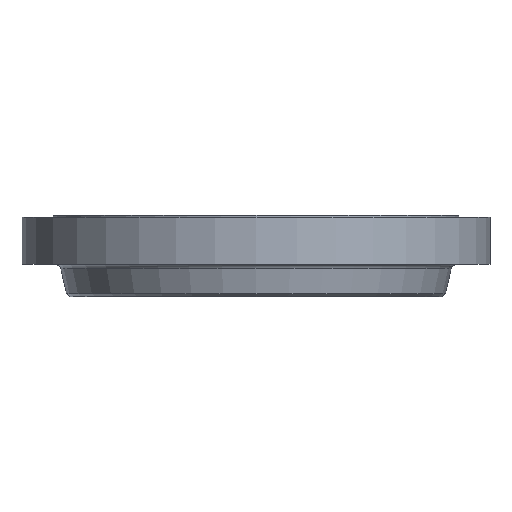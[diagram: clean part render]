
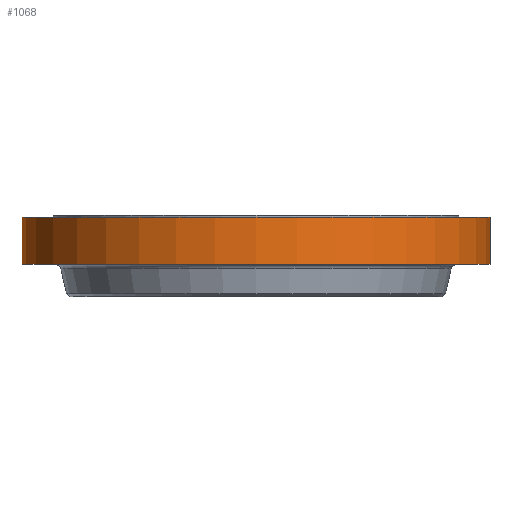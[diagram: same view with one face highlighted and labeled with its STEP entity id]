
A CAD part, front view. The second image highlights one B-rep face of the part: STEP entity #1068.
In plain terms, the highlighted cylindrical face has radius 755.65 mm (diameter 1511.3 mm), a partial arc.
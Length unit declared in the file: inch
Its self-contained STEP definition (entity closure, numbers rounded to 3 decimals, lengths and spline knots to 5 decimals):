
#21 = ORIENTED_EDGE ( 'NONE', *, *, #2465, .T. ) ;
#105 = VECTOR ( 'NONE', #1553, 39.37008 ) ;
#112 = EDGE_CURVE ( 'NONE', #148, #1128, #445, .T. ) ;
#148 = VERTEX_POINT ( 'NONE', #1530 ) ;
#212 = CARTESIAN_POINT ( 'NONE',  ( -29.75, 0., 0. ) ) ;
#213 = VERTEX_POINT ( 'NONE', #813 ) ;
#214 = AXIS2_PLACEMENT_3D ( 'NONE', #505, #1274, #291 ) ;
#291 = DIRECTION ( 'NONE',  ( 1., 0., 0. ) ) ;
#341 = CARTESIAN_POINT ( 'NONE',  ( 0., 0., -6.25 ) ) ;
#427 = CIRCLE ( 'NONE', #1216, 29.75 ) ;
#445 = CIRCLE ( 'NONE', #2328, 29.75 ) ;
#505 = CARTESIAN_POINT ( 'NONE',  ( 0., 0., 0. ) ) ;
#561 = ORIENTED_EDGE ( 'NONE', *, *, #112, .T. ) ;
#740 = VERTEX_POINT ( 'NONE', #2495 ) ;
#741 = DIRECTION ( 'NONE',  ( 1., 0., 0. ) ) ;
#742 = CARTESIAN_POINT ( 'NONE',  ( 29.75, 0., 0. ) ) ;
#758 = VECTOR ( 'NONE', #1802, 39.37008 ) ;
#813 = CARTESIAN_POINT ( 'NONE',  ( -29.75, 0., -0.25 ) ) ;
#1068 = ADVANCED_FACE ( 'NONE', ( #1074 ), #1516, .T. ) ;
#1074 = FACE_OUTER_BOUND ( 'NONE', #2376, .T. ) ;
#1128 = VERTEX_POINT ( 'NONE', #1693 ) ;
#1139 = CARTESIAN_POINT ( 'NONE',  ( 0., 0., -0.25 ) ) ;
#1216 = AXIS2_PLACEMENT_3D ( 'NONE', #1139, #1953, #2533 ) ;
#1274 = DIRECTION ( 'NONE',  ( 0., 0., 1. ) ) ;
#1317 = EDGE_CURVE ( 'NONE', #213, #740, #427, .T. ) ;
#1355 = ORIENTED_EDGE ( 'NONE', *, *, #1927, .F. ) ;
#1516 = CYLINDRICAL_SURFACE ( 'NONE', #214, 29.75 ) ;
#1530 = CARTESIAN_POINT ( 'NONE',  ( -29.75, 0., -6.25 ) ) ;
#1553 = DIRECTION ( 'NONE',  ( 0., 0., 1. ) ) ;
#1616 = LINE ( 'NONE', #212, #758 ) ;
#1693 = CARTESIAN_POINT ( 'NONE',  ( 29.75, 0., -6.25 ) ) ;
#1802 = DIRECTION ( 'NONE',  ( 0., 0., 1. ) ) ;
#1927 = EDGE_CURVE ( 'NONE', #148, #213, #1616, .T. ) ;
#1953 = DIRECTION ( 'NONE',  ( 0., 0., 1. ) ) ;
#2101 = ORIENTED_EDGE ( 'NONE', *, *, #1317, .F. ) ;
#2328 = AXIS2_PLACEMENT_3D ( 'NONE', #341, #2365, #741 ) ;
#2365 = DIRECTION ( 'NONE',  ( 0., 0., 1. ) ) ;
#2376 = EDGE_LOOP ( 'NONE', ( #1355, #561, #21, #2101 ) ) ;
#2465 = EDGE_CURVE ( 'NONE', #1128, #740, #2525, .T. ) ;
#2495 = CARTESIAN_POINT ( 'NONE',  ( 29.75, 0., -0.25 ) ) ;
#2525 = LINE ( 'NONE', #742, #105 ) ;
#2533 = DIRECTION ( 'NONE',  ( 1., 0., 0. ) ) ;
